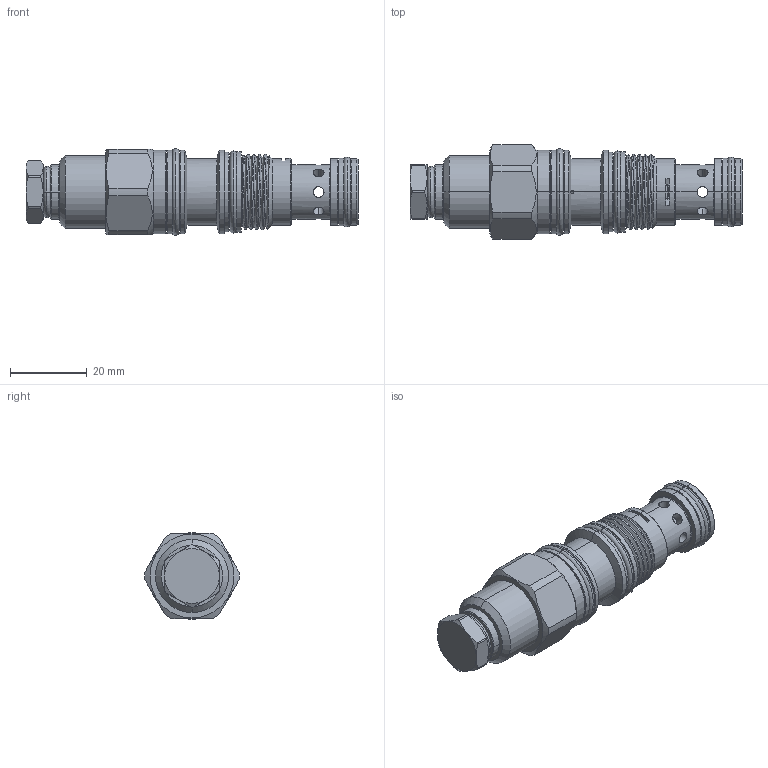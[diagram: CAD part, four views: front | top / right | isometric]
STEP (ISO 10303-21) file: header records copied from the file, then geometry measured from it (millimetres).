
FILE_DESCRIPTION (( 'STEP AP203' ), '1' );
FILE_NAME ('LN11A3S-N.STEP', '2020-03-23T00:58:10', ( '' ), ( '' ), 'SwSTEP 2.0', 'SolidWorks 2018', '' );
FILE_SCHEMA (( 'CONFIG_CONTROL_DESIGN' ));
Length unit declared in the file: millimetre
Products named in the file (1): LN11A3S-N
Bounding box: 86.43 x 24.59 x 22.56 mm (x, y, z)
Volume: 22414.4 mm3; surface area: 10341 mm2
Topology: 9 solids, 9 shells, 247 faces, 576 edges, 352 vertices
Faces by surface type: cylinder 105, cone 56, plane 45, torus 37, sphere 2, bspline 2
Entity records: 9998 total; most frequent: CARTESIAN_POINT 4294, DIRECTION 1220, ORIENTED_EDGE 1148, EDGE_CURVE 574, AXIS2_PLACEMENT_3D 530, VERTEX_POINT 352, EDGE_LOOP 288, CIRCLE 284
